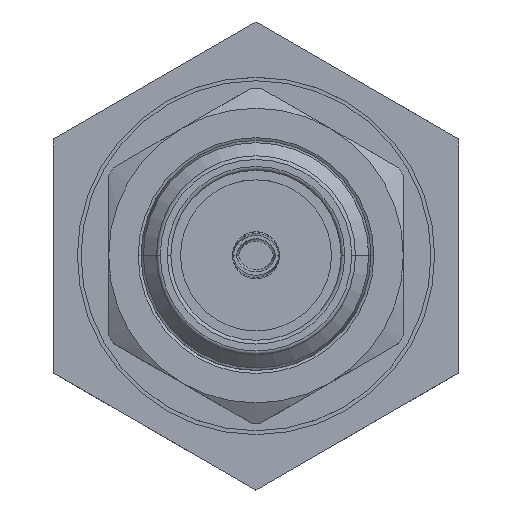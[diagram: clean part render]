
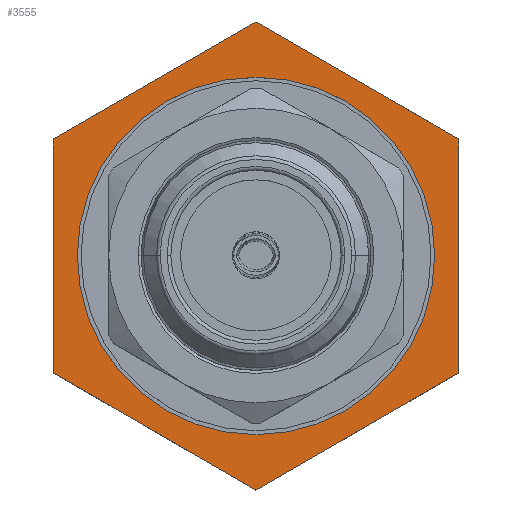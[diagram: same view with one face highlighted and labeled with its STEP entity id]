
A CAD part, top view. The second image highlights one B-rep face of the part: STEP entity #3555.
In plain terms, the highlighted planar face has unit normal (0, 0, 1).
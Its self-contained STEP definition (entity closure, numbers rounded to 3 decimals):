
#3 = EDGE_CURVE ( 'NONE', #7525, #4302, #3187, .T. ) ;
#272 = EDGE_CURVE ( 'NONE', #2399, #975, #7821, .T. ) ;
#288 = ORIENTED_EDGE ( 'NONE', *, *, #977, .F. ) ;
#524 = CARTESIAN_POINT ( 'NONE',  ( 5.5, 4.85, -11. ) ) ;
#886 = VERTEX_POINT ( 'NONE', #4603 ) ;
#947 = VERTEX_POINT ( 'NONE', #7357 ) ;
#975 = VERTEX_POINT ( 'NONE', #4145 ) ;
#977 = EDGE_CURVE ( 'NONE', #886, #2399, #4456, .T. ) ;
#1323 = CARTESIAN_POINT ( 'NONE',  ( 4.85, 0., -11. ) ) ;
#1384 = DIRECTION ( 'NONE',  ( 0., 0., 1. ) ) ;
#1647 = ORIENTED_EDGE ( 'NONE', *, *, #272, .F. ) ;
#1732 = FACE_OUTER_BOUND ( 'NONE', #7308, .T. ) ;
#1908 = DIRECTION ( 'NONE',  ( 0., 0., 1. ) ) ;
#2282 = ORIENTED_EDGE ( 'NONE', *, *, #3238, .F. ) ;
#2332 = CARTESIAN_POINT ( 'NONE',  ( 0., 4.85, -11. ) ) ;
#2399 = VERTEX_POINT ( 'NONE', #6637 ) ;
#2549 = EDGE_CURVE ( 'NONE', #8042, #886, #3875, .T. ) ;
#2573 = ORIENTED_EDGE ( 'NONE', *, *, #7889, .F. ) ;
#2676 = VECTOR ( 'NONE', #8317, 1000. ) ;
#2740 = LINE ( 'NONE', #524, #5991 ) ;
#2873 = DIRECTION ( 'NONE',  ( 0.866, 0.5, 0. ) ) ;
#2950 = DIRECTION ( 'NONE',  ( -1., 0., 0. ) ) ;
#3187 = CIRCLE ( 'NONE', #3415, 4.85 ) ;
#3238 = EDGE_CURVE ( 'NONE', #947, #8042, #3646, .T. ) ;
#3242 = DIRECTION ( 'NONE',  ( 1., 0., 0. ) ) ;
#3415 = AXIS2_PLACEMENT_3D ( 'NONE', #7842, #1384, #3242 ) ;
#3555 = ADVANCED_FACE ( 'NONE', ( #4962, #1732 ), #3570, .F. ) ;
#3570 = PLANE ( 'NONE',  #7009 ) ;
#3646 = LINE ( 'NONE', #5247, #5156 ) ;
#3686 = DIRECTION ( 'NONE',  ( 0.866, -0.5, 0. ) ) ;
#3779 = DIRECTION ( 'NONE',  ( 0., -1., 0. ) ) ;
#3875 = LINE ( 'NONE', #5535, #6921 ) ;
#3968 = CARTESIAN_POINT ( 'NONE',  ( -5.5, -3.175, -11. ) ) ;
#4022 = CARTESIAN_POINT ( 'NONE',  ( 5.5, -3.175, -11. ) ) ;
#4145 = CARTESIAN_POINT ( 'NONE',  ( 5.5, 3.175, -11. ) ) ;
#4302 = VERTEX_POINT ( 'NONE', #8235 ) ;
#4307 = ORIENTED_EDGE ( 'NONE', *, *, #3, .F. ) ;
#4378 = EDGE_CURVE ( 'NONE', #6652, #947, #4591, .T. ) ;
#4396 = VECTOR ( 'NONE', #3686, 1000. ) ;
#4456 = LINE ( 'NONE', #4800, #7087 ) ;
#4591 = LINE ( 'NONE', #7683, #2676 ) ;
#4603 = CARTESIAN_POINT ( 'NONE',  ( -5.5, 3.175, -11. ) ) ;
#4614 = DIRECTION ( 'NONE',  ( -0.866, 0.5, 0. ) ) ;
#4674 = ORIENTED_EDGE ( 'NONE', *, *, #2549, .F. ) ;
#4800 = CARTESIAN_POINT ( 'NONE',  ( -0.65, 5.976, -11. ) ) ;
#4837 = DIRECTION ( 'NONE',  ( 0., 1., 0. ) ) ;
#4962 = FACE_BOUND ( 'NONE', #5538, .T. ) ;
#4990 = CIRCLE ( 'NONE', #5056, 4.85 ) ;
#5056 = AXIS2_PLACEMENT_3D ( 'NONE', #5793, #1908, #6442 ) ;
#5156 = VECTOR ( 'NONE', #4614, 1000. ) ;
#5247 = CARTESIAN_POINT ( 'NONE',  ( -4.85, -3.551, -11. ) ) ;
#5398 = ORIENTED_EDGE ( 'NONE', *, *, #4378, .F. ) ;
#5535 = CARTESIAN_POINT ( 'NONE',  ( -5.5, 4.85, -11. ) ) ;
#5538 = EDGE_LOOP ( 'NONE', ( #4307, #5630 ) ) ;
#5630 = ORIENTED_EDGE ( 'NONE', *, *, #6456, .F. ) ;
#5651 = CARTESIAN_POINT ( 'NONE',  ( 0.65, 5.976, -11. ) ) ;
#5793 = CARTESIAN_POINT ( 'NONE',  ( 0., 0., -11. ) ) ;
#5991 = VECTOR ( 'NONE', #3779, 1000. ) ;
#6442 = DIRECTION ( 'NONE',  ( 1., 0., 0. ) ) ;
#6456 = EDGE_CURVE ( 'NONE', #4302, #7525, #4990, .T. ) ;
#6637 = CARTESIAN_POINT ( 'NONE',  ( 0., 6.351, -11. ) ) ;
#6652 = VERTEX_POINT ( 'NONE', #4022 ) ;
#6834 = DIRECTION ( 'NONE',  ( 0., 0., -1. ) ) ;
#6921 = VECTOR ( 'NONE', #4837, 1000. ) ;
#7009 = AXIS2_PLACEMENT_3D ( 'NONE', #2332, #6834, #2950 ) ;
#7087 = VECTOR ( 'NONE', #2873, 1000. ) ;
#7308 = EDGE_LOOP ( 'NONE', ( #1647, #288, #4674, #2282, #5398, #2573 ) ) ;
#7357 = CARTESIAN_POINT ( 'NONE',  ( 0., -6.351, -11. ) ) ;
#7525 = VERTEX_POINT ( 'NONE', #1323 ) ;
#7683 = CARTESIAN_POINT ( 'NONE',  ( 4.85, -3.551, -11. ) ) ;
#7821 = LINE ( 'NONE', #5651, #4396 ) ;
#7842 = CARTESIAN_POINT ( 'NONE',  ( 0., 0., -11. ) ) ;
#7889 = EDGE_CURVE ( 'NONE', #975, #6652, #2740, .T. ) ;
#8042 = VERTEX_POINT ( 'NONE', #3968 ) ;
#8235 = CARTESIAN_POINT ( 'NONE',  ( -4.85, 0., -11. ) ) ;
#8317 = DIRECTION ( 'NONE',  ( -0.866, -0.5, 0. ) ) ;
